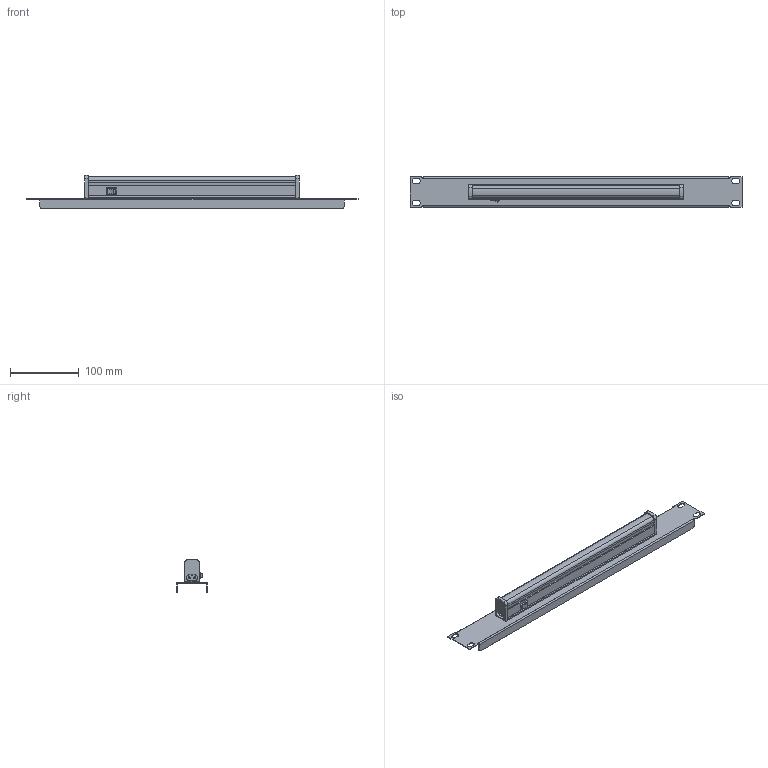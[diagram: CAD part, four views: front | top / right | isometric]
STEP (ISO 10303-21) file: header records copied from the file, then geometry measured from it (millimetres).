
FILE_DESCRIPTION (( 'STEP AP203' ), '1' );
FILE_NAME ('ITK 19 îñâåòèòåëüíàÿ ïàíåëü, 1U ñåðàÿ_LE35-1U1.STEP', '2023-06-21T13:08:17', ( '' ), ( '' ), 'SwSTEP 2.0', 'SolidWorks 2022', '' );
FILE_SCHEMA (( 'CONFIG_CONTROL_DESIGN' ));
Length unit declared in the file: millimetre
Products named in the file (3): LDBO0-3001-4-4000-K01 Светильник светодиодный ДБО 3001 4Вт 4000K IP20 311мм пластик IEK.step; ITK 19 осветительная панель, 1U серая_LE35-1U1; КИВА 218.00.01 ITK Фальш-панель 19''''_-00
Assembly tree (2 placements, depth 2):
  ITK 19 осветительная панель, 1U серая_LE35-1U1
    КИВА 218.00.01 ITK Фальш-панель 19''''_-00
    LDBO0-3001-4-4000-K01 Светильник светодиодный ДБО 3001 4Вт 4000K IP20 311мм пластик IEK.step
Bounding box: 483 x 44 x 48.92 mm (x, y, z)
Volume: 220402.1 mm3; surface area: 101848.2 mm2
Topology: 2 solids, 2 shells, 166 faces, 431 edges, 282 vertices
Faces by surface type: plane 96, cylinder 62, cone 8
Entity records: 5412 total; most frequent: DIRECTION 917, CARTESIAN_POINT 884, ORIENTED_EDGE 862, EDGE_CURVE 431, AXIS2_PLACEMENT_3D 315, VECTOR 287, LINE 287, VERTEX_POINT 282
